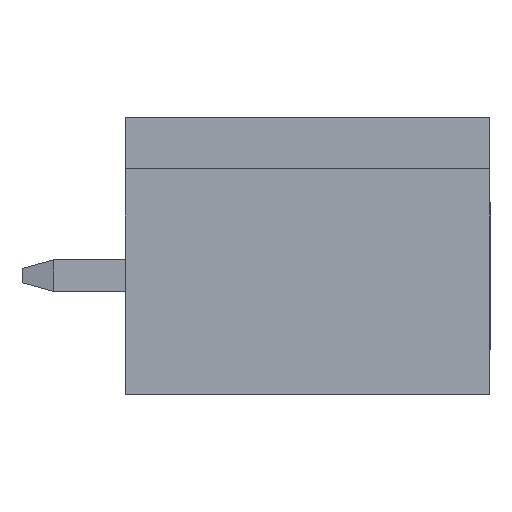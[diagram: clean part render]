
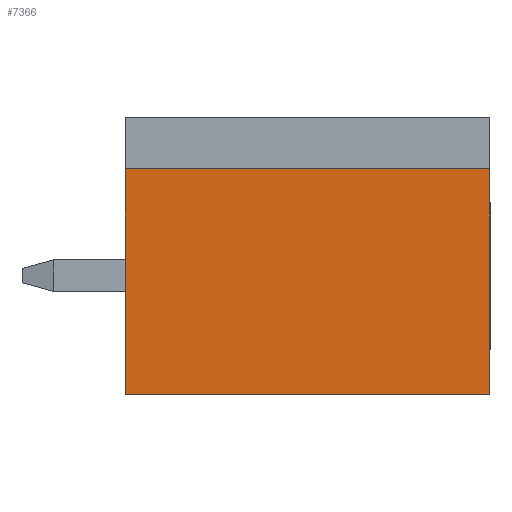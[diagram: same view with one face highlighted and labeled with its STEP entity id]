
A CAD part, left-side view. The second image highlights one B-rep face of the part: STEP entity #7366.
In plain terms, the highlighted planar face has unit normal (-1, 0, 0).
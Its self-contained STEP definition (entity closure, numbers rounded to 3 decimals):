
#1528=ORIENTED_EDGE('',*,*,#2957,.F.);
#1529=ORIENTED_EDGE('',*,*,#3056,.F.);
#1530=ORIENTED_EDGE('',*,*,#2930,.F.);
#1531=ORIENTED_EDGE('',*,*,#2877,.F.);
#2877=EDGE_CURVE('',#3797,#3798,#4613,.T.);
#2930=EDGE_CURVE('',#3798,#3845,#4654,.T.);
#2957=EDGE_CURVE('',#3865,#3797,#4677,.T.);
#3056=EDGE_CURVE('',#3845,#3865,#4773,.T.);
#3797=VERTEX_POINT('',#11000);
#3798=VERTEX_POINT('',#11002);
#3845=VERTEX_POINT('',#11105);
#3865=VERTEX_POINT('',#11156);
#4613=LINE('',#11001,#5535);
#4654=LINE('',#11104,#5576);
#4677=LINE('',#11157,#5599);
#4773=LINE('',#11356,#5695);
#5535=VECTOR('',#8918,1000.);
#5576=VECTOR('',#8989,1000.);
#5599=VECTOR('',#9030,1000.);
#5695=VECTOR('',#9226,1000.);
#6262=EDGE_LOOP('',(#1528,#1529,#1530,#1531));
#6673=FACE_BOUND('',#6262,.T.);
#7032=PLANE('',#7840);
#7366=ADVANCED_FACE('',(#6673),#7032,.F.);
#7840=AXIS2_PLACEMENT_3D('',#11357,#9227,#9228);
#8918=DIRECTION('',(0.,1.,0.));
#8989=DIRECTION('',(0.,0.,1.));
#9030=DIRECTION('',(0.,0.,-1.));
#9226=DIRECTION('',(0.,-1.,0.));
#9227=DIRECTION('',(1.,0.,0.));
#9228=DIRECTION('',(0.,0.,-1.));
#11000=CARTESIAN_POINT('',(-12.15,0.,-3.5));
#11001=CARTESIAN_POINT('',(-12.15,0.,-3.5));
#11002=CARTESIAN_POINT('',(-12.15,9.2,-3.5));
#11104=CARTESIAN_POINT('',(-12.15,9.2,-3.5));
#11105=CARTESIAN_POINT('',(-12.15,9.2,2.2));
#11156=CARTESIAN_POINT('',(-12.15,0.,2.2));
#11157=CARTESIAN_POINT('',(-12.15,0.,2.2));
#11356=CARTESIAN_POINT('',(-12.15,9.2,2.2));
#11357=CARTESIAN_POINT('',(-12.15,0.,0.));
